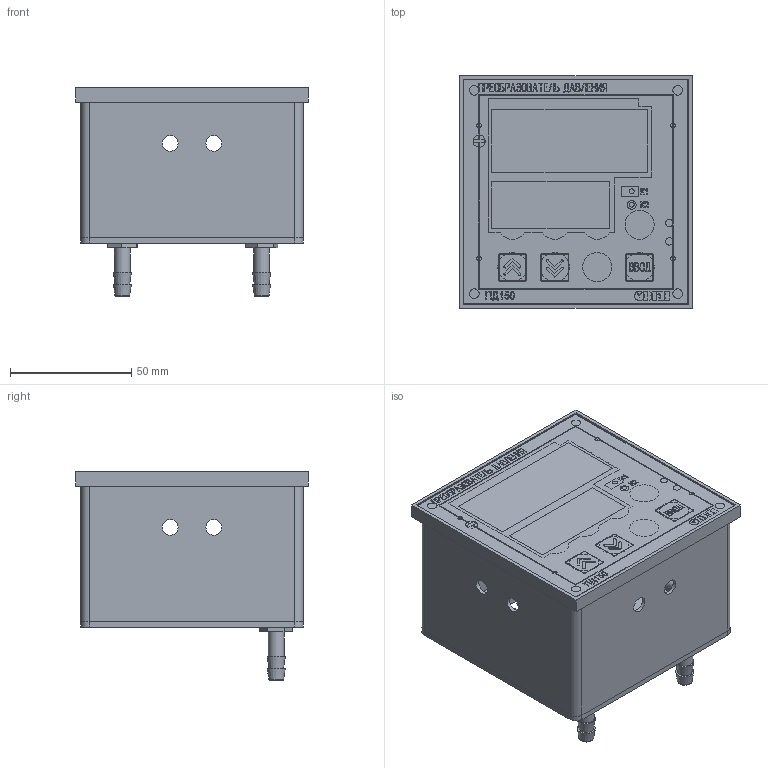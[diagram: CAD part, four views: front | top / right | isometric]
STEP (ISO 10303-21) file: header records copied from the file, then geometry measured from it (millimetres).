
FILE_DESCRIPTION(('STEP AP214'), '1');
FILE_NAME('狦150-809 3D 斁麧錪 ', '', ('UNSPECIFIED'), ('UNSPECIFIED'), 'ASCON STEP Converter 1.6', 'ASCON Math Kernel', '');
FILE_SCHEMA(('AUTOMOTIVE_DESIGN { 1 0 10303 214 3 1 1}'));
Length unit declared in the file: millimetre
Products named in the file (9): 3; 4; 54; 55; 56; 57; 58
Assembly tree (10 placements, depth 3):
  (unnamed)
    (unnamed)
      3
      4
    54  x2
    55  x2
    56
    57
    58
Bounding box: 96 x 96 x 86.2 mm (x, y, z)
Volume: 84902.2 mm3; surface area: 100013.3 mm2
Topology: 9 solids, 9 shells, 1327 faces, 3580 edges, 2421 vertices
Faces by surface type: plane 709, extrusion 454, cylinder 134, cone 20, torus 10
Full cylindrical faces by diameter (mm): 2 x10, 2.667 x2, 3 x1, 3.1 x1, 3.6 x1, 3.992 x1, 4 x9, 4.333 x2, 5 x1, 5.9 x8, 6.5 x10, 6.647 x2, 7 x6, 8 x2, 8.2 x2, 12 x5
Entity records: 53466 total; most frequent: CARTESIAN_POINT 11845, ORIENTED_EDGE 6764, DIRECTION 4885, EDGE_CURVE 3382, VECTOR 2641, VERTEX_POINT 2301, LINE 2187, EDGE_LOOP 1543
